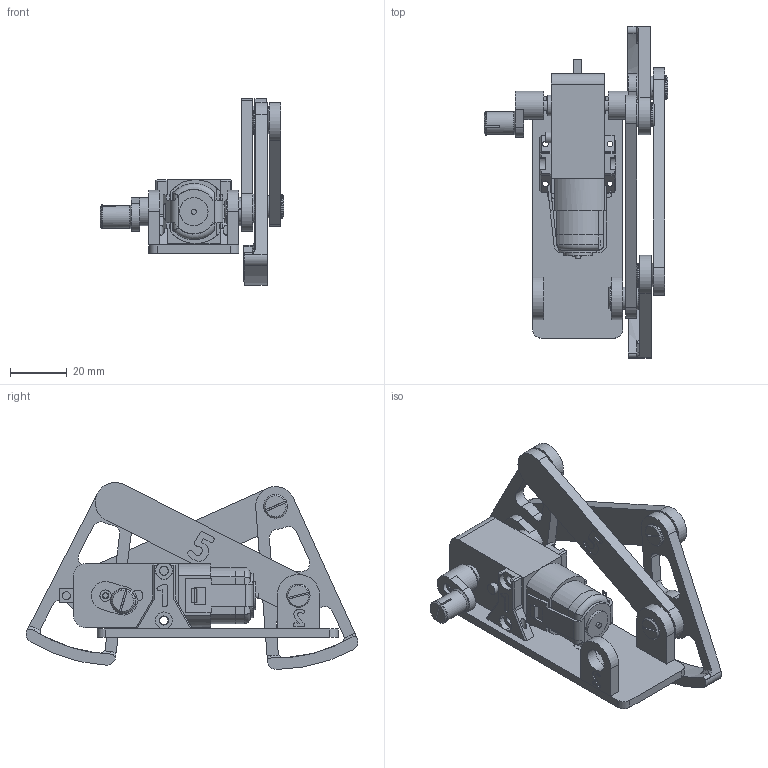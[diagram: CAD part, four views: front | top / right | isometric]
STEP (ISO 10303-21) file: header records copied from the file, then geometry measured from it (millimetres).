
FILE_DESCRIPTION(/* description */ ('','CAx-IF Rec.Pracs.---Representation and Presentation of Product Manufacturing Information (PMI)---4.0---2014-10-13'),/* implementation_level */ '2;1');
FILE_NAME(/* name */ '3d print walking robot.step',/* time_stamp */ '2025-03-04T10:59:11+08:00',/* author */ (''),/* organization */ (''),/* preprocessor_version */ 'ST-DEVELOPER v20',/* originating_system */ 'Autodesk Translation Framework v13.20.0.188',/* authorisation */ '');
FILE_SCHEMA (('AP242_MANAGED_MODEL_BASED_3D_ENGINEERING_MIM_LF { 1 0 10303 442 1 1 4 }'));
Length unit declared in the file: millimetre
Products named in the file (22): 3d print walking robot; TT Motor; Part 8; Surface 1; Part 7; Part 6; Part 5; Part 4; Part 3; Part 2; Part 1; motor holder; crank; base; crank_1; axis 7.6 v1; front leg; axis 7.6 v1 (2); linkage; back leg; linkage_1; axis 7.6 v1 (1)
Assembly tree (24 placements, depth 3):
  3d print walking robot
    TT Motor
      Part 8
      Surface 1
      Part 7
      Part 6
      Part 5
      Part 4
      Part 3
      Part 2
      Part 1
    motor holder  x2
    crank
      axis 7.6 v1
    base
    crank_1
      axis 7.6 v1
    front leg
      axis 7.6 v1 (2)
    linkage
      axis 7.6 v1 (1)
    back leg
    linkage_1
      axis 7.6 v1 (1)
Bounding box: 64.8 x 117.03 x 65.89 mm (x, y, z)
Volume: 55889.5 mm3; surface area: 35685.9 mm2
Topology: 19 solids, 20 shells, 671 faces, 1749 edges, 1147 vertices
Faces by surface type: plane 317, bspline 175, cylinder 150, cone 27, torus 2
Full cylindrical faces by diameter (mm): 1.8 x1, 1.9 x2, 2 x8, 2.2 x10, 2.8 x1, 3 x2, 3.2 x4, 3.8 x1, 4 x2, 5.4 x2, 7.2 x1, 8 x3, 8.2 x7, 10 x4
Entity records: 20966 total; most frequent: CARTESIAN_POINT 6297, ORIENTED_EDGE 3108, DIRECTION 2448, EDGE_CURVE 1560, VERTEX_POINT 1027, LINE 860, VECTOR 860, AXIS2_PLACEMENT_3D 794
